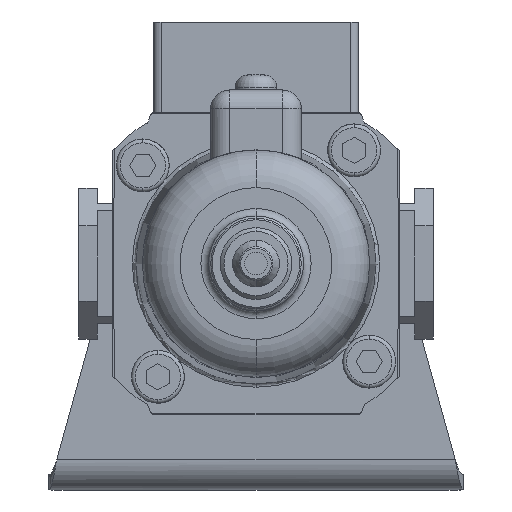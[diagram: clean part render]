
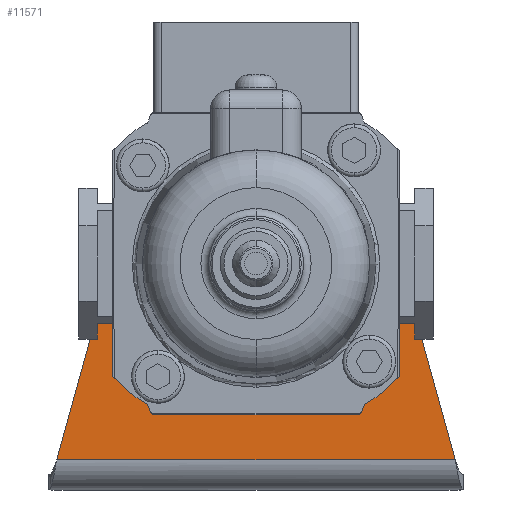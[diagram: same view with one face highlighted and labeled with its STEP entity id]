
A CAD part, front view. The second image highlights one B-rep face of the part: STEP entity #11571.
In plain terms, the highlighted planar face has unit normal (0, -1, 0).
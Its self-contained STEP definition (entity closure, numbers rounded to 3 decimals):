
#294 = VERTEX_POINT ( 'NONE', #8390 ) ;
#879 = EDGE_LOOP ( 'NONE', ( #2140, #11805, #13093, #1749 ) ) ;
#972 = DIRECTION ( 'NONE',  ( 0., 1., 0. ) ) ;
#1678 = VERTEX_POINT ( 'NONE', #2147 ) ;
#1749 = ORIENTED_EDGE ( 'NONE', *, *, #10180, .F. ) ;
#2140 = ORIENTED_EDGE ( 'NONE', *, *, #15424, .T. ) ;
#2147 = CARTESIAN_POINT ( 'NONE',  ( -17.83, 30., 4.935 ) ) ;
#2307 = VECTOR ( 'NONE', #10730, 1000. ) ;
#2348 = DIRECTION ( 'NONE',  ( 0.267, 0., 0.964 ) ) ;
#2475 = CARTESIAN_POINT ( 'NONE',  ( -27.5, 30., -26. ) ) ;
#2801 = ORIENTED_EDGE ( 'NONE', *, *, #9784, .T. ) ;
#3079 = VERTEX_POINT ( 'NONE', #18956 ) ;
#3346 = VERTEX_POINT ( 'NONE', #5992 ) ;
#3632 = DIRECTION ( 'NONE',  ( 0., 1., 0. ) ) ;
#4254 = VECTOR ( 'NONE', #2348, 1000. ) ;
#4733 = EDGE_LOOP ( 'NONE', ( #2801, #7163 ) ) ;
#4885 = EDGE_CURVE ( 'NONE', #3346, #3079, #10507, .T. ) ;
#5524 = CARTESIAN_POINT ( 'NONE',  ( 0., 30., 0. ) ) ;
#5639 = AXIS2_PLACEMENT_3D ( 'NONE', #5524, #16167, #7072 ) ;
#5992 = CARTESIAN_POINT ( 'NONE',  ( 17.83, 30., 4.935 ) ) ;
#6119 = CARTESIAN_POINT ( 'NONE',  ( 17.83, 30., 4.935 ) ) ;
#7072 = DIRECTION ( 'NONE',  ( -1., 0., 0. ) ) ;
#7163 = ORIENTED_EDGE ( 'NONE', *, *, #12408, .T. ) ;
#7431 = AXIS2_PLACEMENT_3D ( 'NONE', #12855, #3632, #14368 ) ;
#7872 = CIRCLE ( 'NONE', #7431, 15. ) ;
#8390 = CARTESIAN_POINT ( 'NONE',  ( -15., 30., 0. ) ) ;
#9402 = DIRECTION ( 'NONE',  ( -1., 0., 0. ) ) ;
#9784 = EDGE_CURVE ( 'NONE', #294, #16303, #7872, .T. ) ;
#10180 = EDGE_CURVE ( 'NONE', #15624, #1678, #12423, .T. ) ;
#10184 = CARTESIAN_POINT ( 'NONE',  ( 0., 30., 0. ) ) ;
#10507 = LINE ( 'NONE', #6119, #2307 ) ;
#10730 = DIRECTION ( 'NONE',  ( 0.267, 0., -0.964 ) ) ;
#11538 = FACE_BOUND ( 'NONE', #4733, .T. ) ;
#11571 = ADVANCED_FACE ( 'NONE', ( #11538, #14646 ), #15418, .F. ) ;
#11708 = DIRECTION ( 'NONE',  ( -1., 0., 0. ) ) ;
#11805 = ORIENTED_EDGE ( 'NONE', *, *, #4885, .F. ) ;
#12226 = CARTESIAN_POINT ( 'NONE',  ( -26.393, 30., -26. ) ) ;
#12408 = EDGE_CURVE ( 'NONE', #16303, #294, #17411, .T. ) ;
#12423 = LINE ( 'NONE', #16004, #4254 ) ;
#12855 = CARTESIAN_POINT ( 'NONE',  ( 0., 30., 0. ) ) ;
#13093 = ORIENTED_EDGE ( 'NONE', *, *, #17933, .F. ) ;
#13486 = CIRCLE ( 'NONE', #5639, 18.5 ) ;
#13959 = CARTESIAN_POINT ( 'NONE',  ( 0., 30., 0. ) ) ;
#13982 = AXIS2_PLACEMENT_3D ( 'NONE', #13959, #18483, #9402 ) ;
#14368 = DIRECTION ( 'NONE',  ( -1., 0., 0. ) ) ;
#14476 = VECTOR ( 'NONE', #16308, 1000. ) ;
#14646 = FACE_OUTER_BOUND ( 'NONE', #879, .T. ) ;
#15418 = PLANE ( 'NONE',  #13982 ) ;
#15424 = EDGE_CURVE ( 'NONE', #15624, #3079, #18467, .T. ) ;
#15624 = VERTEX_POINT ( 'NONE', #12226 ) ;
#16004 = CARTESIAN_POINT ( 'NONE',  ( -27.5, 30., -30. ) ) ;
#16167 = DIRECTION ( 'NONE',  ( 0., 1., 0. ) ) ;
#16303 = VERTEX_POINT ( 'NONE', #18920 ) ;
#16308 = DIRECTION ( 'NONE',  ( 1., 0., 0. ) ) ;
#17411 = CIRCLE ( 'NONE', #17886, 15. ) ;
#17886 = AXIS2_PLACEMENT_3D ( 'NONE', #10184, #972, #11708 ) ;
#17933 = EDGE_CURVE ( 'NONE', #1678, #3346, #13486, .T. ) ;
#18467 = LINE ( 'NONE', #2475, #14476 ) ;
#18483 = DIRECTION ( 'NONE',  ( 0., 1., 0. ) ) ;
#18920 = CARTESIAN_POINT ( 'NONE',  ( 15., 30., 0. ) ) ;
#18956 = CARTESIAN_POINT ( 'NONE',  ( 26.393, 30., -26. ) ) ;
